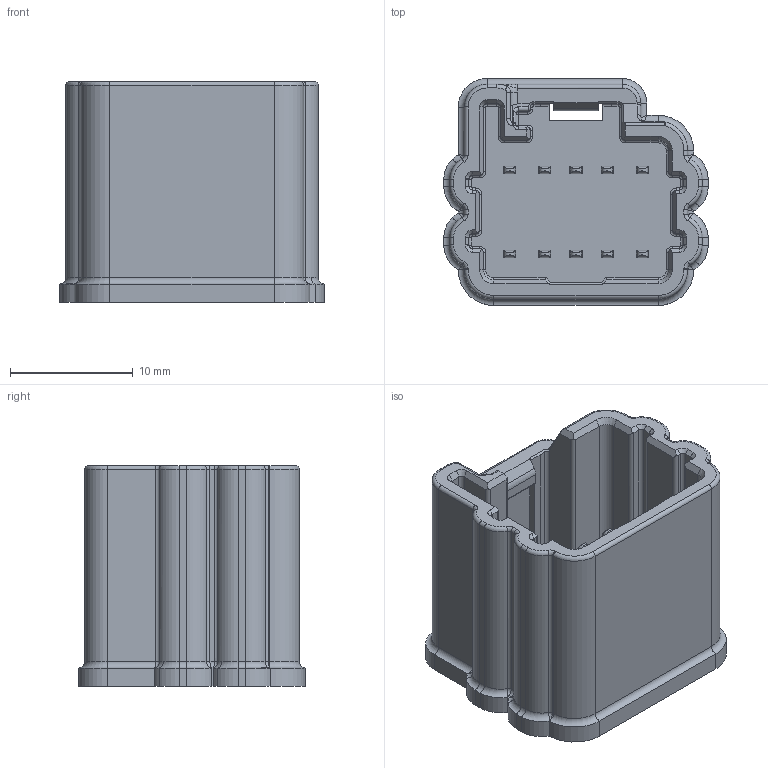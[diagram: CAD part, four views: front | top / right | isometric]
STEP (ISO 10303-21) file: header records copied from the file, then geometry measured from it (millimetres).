
FILE_DESCRIPTION(('CATIA V5 STEP Exchange','CAx-IF Rec.Pracs.--- Model Styling and Organization---1.4--- 2014-01-23'),'2;1');
FILE_NAME('10W INTERFACE KEY A.stp','2023-03-21T12:10:12+00:00',('none'),('none'),'CATIA Version 5-6 Release 2017 SP5 HF58','CATIA V5 STEP AP214','none');
FILE_SCHEMA(('AUTOMOTIVE_DESIGN { 1 0 10303 214 1 1 1 1 }'));
Length unit declared in the file: millimetre
Products named in the file (4): MATING INTERFACE; 1.2mm_10wITF-MHSGA; 1.2mm_10wITF-MASMA; 1.2mm_ITF-MBLD
Assembly tree (12 placements, depth 3):
  MATING INTERFACE
    1.2mm_10wITF-MHSGA
    1.2mm_10wITF-MASMA
      1.2mm_ITF-MBLD  x10
Bounding box: 21.55 x 18.5 x 18 mm (x, y, z)
Volume: 2254.1 mm3; surface area: 3324.4 mm2
Topology: 11 solids, 11 shells, 500 faces, 1223 edges, 732 vertices
Faces by surface type: cylinder 210, plane 173, torus 72, cone 23, bspline 19, sphere 3
Entity records: 12318 total; most frequent: CARTESIAN_POINT 3380, ORIENTED_EDGE 1882, DIRECTION 1546, EDGE_CURVE 941, AXIS2_PLACEMENT_3D 712, VERTEX_POINT 552, VECTOR 472, LINE 472
